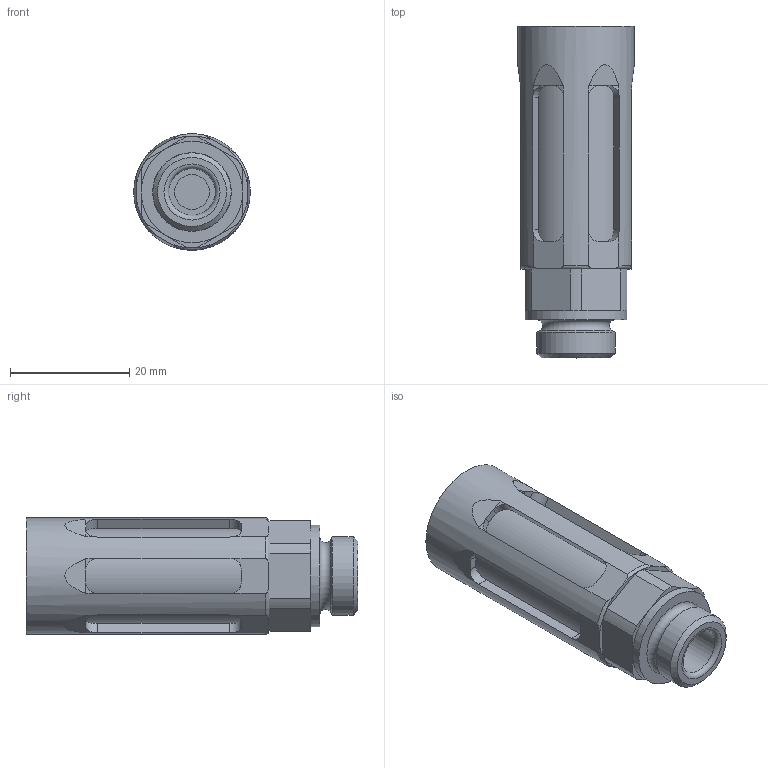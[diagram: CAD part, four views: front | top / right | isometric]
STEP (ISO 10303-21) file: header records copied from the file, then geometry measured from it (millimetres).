
FILE_DESCRIPTION(/* description */ ('STEP AP214'),/* implementation_level */ '2;1');
FILE_NAME(/* name */ '6842_U-1_4-B',/* time_stamp */ '2024-09-11T13:22:07+02:00',/* author */ ('License CC BY-ND 4.0'),/* organization */ ('CADENAS'),/* preprocessor_version */ 'ST-DEVELOPER v19.3',/* originating_system */ 'PARTsolutions',/* authorisation */ ' ');
FILE_SCHEMA (('AUTOMOTIVE_DESIGN {1 0 10303 214 3 1 1}'));
Length unit declared in the file: millimetre
Products named in the file (1): 6842 U-1/4-B
Bounding box: 19.5 x 55.6 x 19.5 mm (x, y, z)
Volume: 9919.3 mm3; surface area: 6088.2 mm2
Topology: 1 solids, 1 shells, 130 faces, 341 edges, 220 vertices
Faces by surface type: plane 75, cylinder 42, torus 8, cone 5
Full cylindrical faces by diameter (mm): 5.8 x1, 7.8 x1, 9.8 x1, 13.157 x1, 17 x1, 19.5 x1
Entity records: 4945 total; most frequent: CARTESIAN_POINT 923, ORIENTED_EDGE 648, DIRECTION 616, EDGE_CURVE 324, AXIS2_PLACEMENT_3D 221, VERTEX_POINT 216, LINE 174, VECTOR 174
